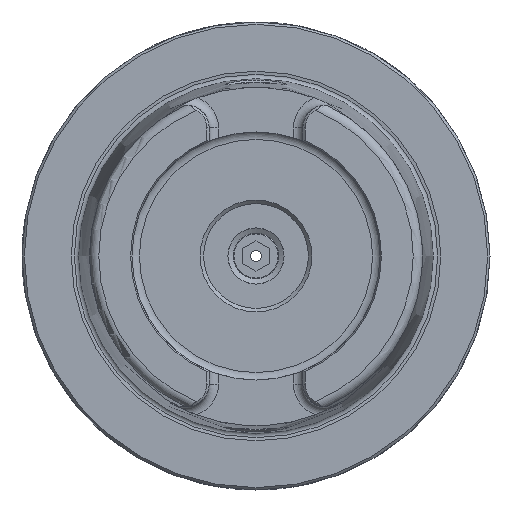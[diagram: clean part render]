
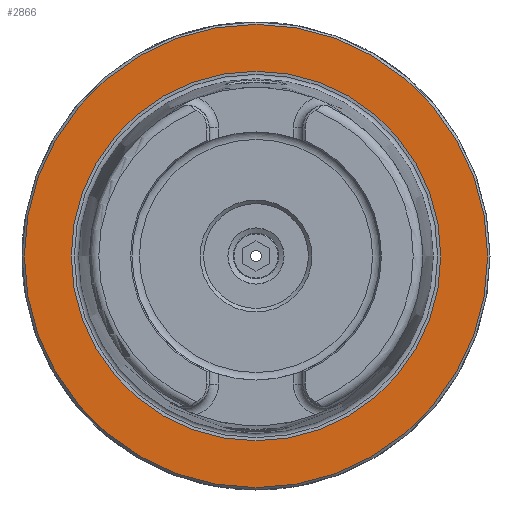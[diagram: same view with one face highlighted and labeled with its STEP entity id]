
A CAD part, left-side view. The second image highlights one B-rep face of the part: STEP entity #2866.
In plain terms, the highlighted planar face has unit normal (-1, 0, 0).
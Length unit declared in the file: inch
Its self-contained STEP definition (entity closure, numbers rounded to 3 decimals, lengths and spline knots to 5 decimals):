
#431=PLANE('',#3081);
#711=FACE_BOUND('',#1024,.T.);
#810=FACE_OUTER_BOUND('',#1023,.T.);
#1023=EDGE_LOOP('',(#2246));
#1024=EDGE_LOOP('',(#2247));
#1231=CIRCLE('',#3080,1.94882);
#1232=CIRCLE('',#3082,1.55442);
#1461=VERTEX_POINT('',#5688);
#1462=VERTEX_POINT('',#5691);
#1767=EDGE_CURVE('',#1461,#1461,#1231,.T.);
#1768=EDGE_CURVE('',#1462,#1462,#1232,.T.);
#2246=ORIENTED_EDGE('',*,*,#1767,.F.);
#2247=ORIENTED_EDGE('',*,*,#1768,.T.);
#2866=ADVANCED_FACE('',(#810,#711),#431,.T.);
#3080=AXIS2_PLACEMENT_3D('',#5689,#3537,#3538);
#3081=AXIS2_PLACEMENT_3D('',#5690,#3539,#3540);
#3082=AXIS2_PLACEMENT_3D('',#5692,#3541,#3542);
#3537=DIRECTION('center_axis',(1.,0.,0.));
#3538=DIRECTION('ref_axis',(0.,-1.,0.));
#3539=DIRECTION('center_axis',(-1.,0.,0.));
#3540=DIRECTION('ref_axis',(0.,0.,1.));
#3541=DIRECTION('center_axis',(1.,0.,0.));
#3542=DIRECTION('ref_axis',(0.,1.,0.));
#5688=CARTESIAN_POINT('',(0.,1.94882,0.));
#5689=CARTESIAN_POINT('Origin',(0.,0.,0.));
#5690=CARTESIAN_POINT('Origin',(0.,0.98425,0.));
#5691=CARTESIAN_POINT('',(0.,1.55442,0.));
#5692=CARTESIAN_POINT('Origin',(0.,0.,0.));
